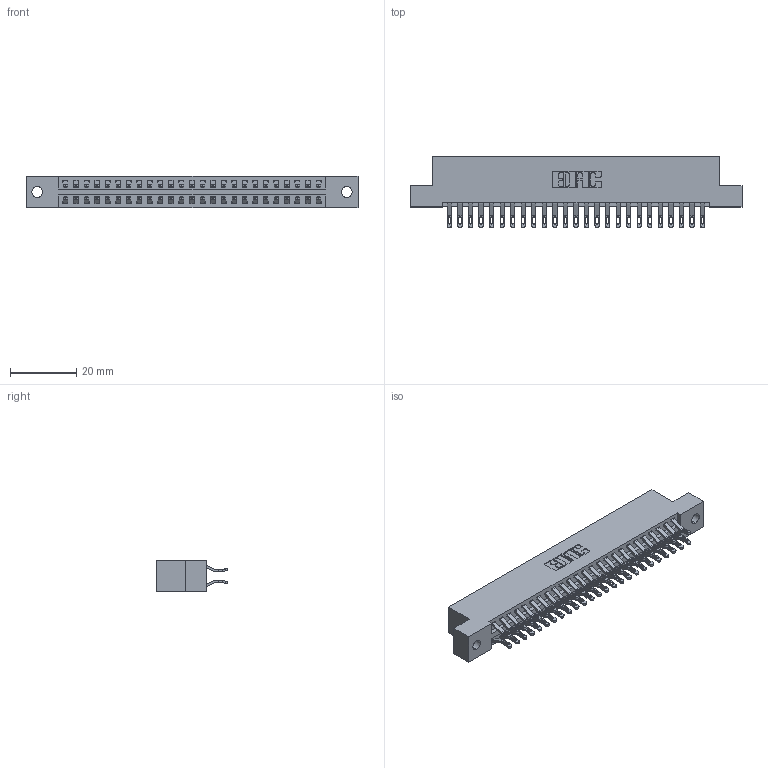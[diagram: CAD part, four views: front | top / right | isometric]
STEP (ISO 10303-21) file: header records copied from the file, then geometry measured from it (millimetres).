
FILE_DESCRIPTION (( 'STEP AP203' ), '1' );
FILE_NAME ('396-050-555-202.STEP', '2019-10-30T13:12:01', ( '' ), ( '' ), 'SwSTEP 2.0', 'SolidWorks 2016', '' );
FILE_SCHEMA (( 'CONFIG_CONTROL_DESIGN' ));
Length unit declared in the file: inch
Products named in the file (3): 345-292-001_555 Tail; 396-050-555-202; 346 Part_Flush Mounting Lugs - 0.128 Dia
Assembly tree (51 placements, depth 2):
  396-050-555-202
    346 Part_Flush Mounting Lugs - 0.128 Dia
    345-292-001_555 Tail  x50
Bounding box: 99.95 x 21.46 x 9.4 mm (x, y, z)
Volume: 9722.6 mm3; surface area: 13344.9 mm2
Topology: 51 solids, 51 shells, 3022 faces, 9479 edges, 6318 vertices
Faces by surface type: plane 1726, cylinder 1296
Entity records: 18933 total; most frequent: CARTESIAN_POINT 3178, ORIENTED_EDGE 3082, DIRECTION 2821, EDGE_CURVE 1541, LINE 1289, VECTOR 1289, VERTEX_POINT 1026, AXIS2_PLACEMENT_3D 766
